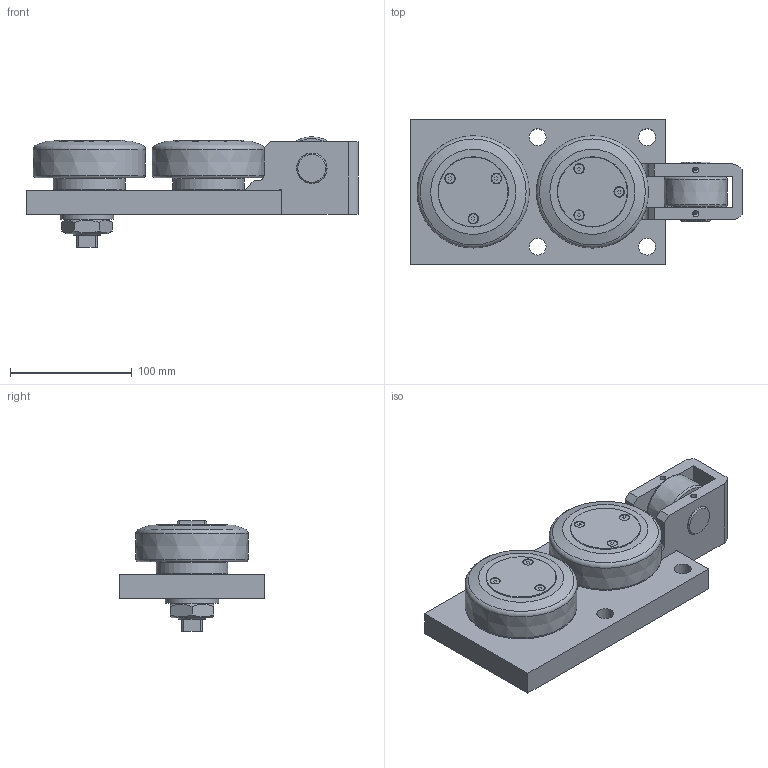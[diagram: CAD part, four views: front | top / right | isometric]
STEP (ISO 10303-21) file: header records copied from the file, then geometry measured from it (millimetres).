
FILE_DESCRIPTION(/* description */ ('-','CAx-IF Rec.Pracs.---Representation and Presentation of Product Manufacturing Information (PMI)---4.0---2014-10-13'),/* implementation_level */ '2;1');
FILE_NAME(/* name */ '04f7cc45-2fb9-40f7-95e6-f71e4fe42dbf.stp',/* time_stamp */ '2020-04-01T16:43:08+02:00',/* author */ ('-'),/* organization */ ('NTI CADcenter A/S'),/* preprocessor_version */ 'ST-DEVELOPER v18',/* originating_system */ 'Autodesk Inventor 2020',/* authorisation */ '-');
FILE_SCHEMA (('AP242_MANAGED_MODEL_BASED_3D_ENGINEERING_MIM_LF { 1 0 10303 442 1 1 4 }'));
Length unit declared in the file: millimetre
Products named in the file (1): XSFE 090.5200_Kontur
Bounding box: 273 x 120 x 91 mm (x, y, z)
Volume: 1104781.6 mm3; surface area: 139307.7 mm2
Topology: 2 solids, 2 shells, 187 faces, 483 edges, 330 vertices
Faces by surface type: plane 110, cylinder 42, cone 24, torus 8, bspline 3
Full cylindrical faces by diameter (mm): 4.917 x3, 7.8 x6, 8.6 x6, 13.835 x4, 25 x4, 25.1 x2, 44 x1, 55.3 x2, 57.8 x2, 59 x2
Entity records: 6004 total; most frequent: CARTESIAN_POINT 1171, DIRECTION 1034, ORIENTED_EDGE 966, EDGE_CURVE 483, AXIS2_PLACEMENT_3D 382, VERTEX_POINT 330, LINE 270, VECTOR 270
